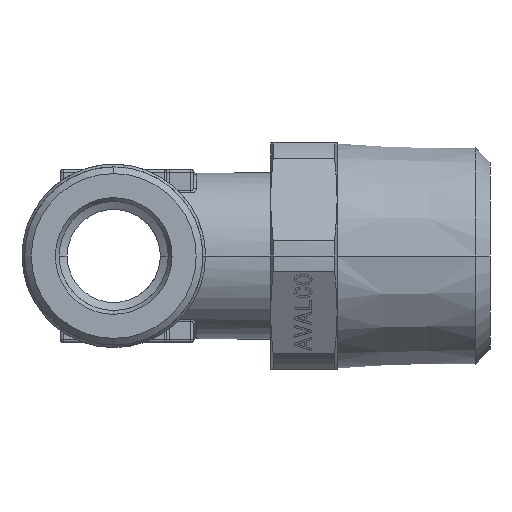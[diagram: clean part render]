
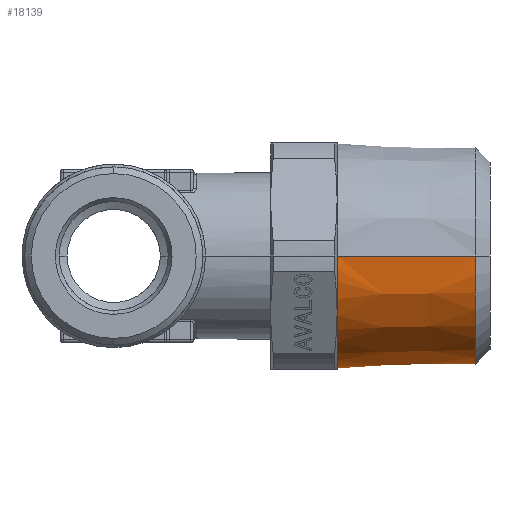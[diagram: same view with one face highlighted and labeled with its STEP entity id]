
A CAD part, left-side view. The second image highlights one B-rep face of the part: STEP entity #18139.
In plain terms, the highlighted conical face has half-angle 1.78 degrees and reference radius 8.297 mm.
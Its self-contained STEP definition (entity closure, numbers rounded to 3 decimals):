
#17703=CARTESIAN_POINT('Control Point',(8.458,-16.8,0.)) ;
#17704=CARTESIAN_POINT('Control Point',(8.458,-16.8,-0.855)) ;
#17705=CARTESIAN_POINT('Control Point',(8.35,-16.8,-1.71)) ;
#17706=CARTESIAN_POINT('Control Point',(8.134,-16.8,-2.546)) ;
#17707=CARTESIAN_POINT('Control Point',(7.496,-16.8,-4.147)) ;
#17708=CARTESIAN_POINT('Control Point',(6.479,-16.8,-5.539)) ;
#17709=CARTESIAN_POINT('Control Point',(5.885,-16.8,-6.166)) ;
#17710=CARTESIAN_POINT('Control Point',(4.551,-16.8,-7.257)) ;
#17711=CARTESIAN_POINT('Control Point',(2.988,-16.8,-7.983)) ;
#17712=CARTESIAN_POINT('Control Point',(2.164,-16.8,-8.244)) ;
#17713=CARTESIAN_POINT('Control Point',(0.469,-16.8,-8.554)) ;
#17714=CARTESIAN_POINT('Control Point',(-1.25,-16.8,-8.432)) ;
#17715=CARTESIAN_POINT('Control Point',(-2.097,-16.8,-8.262)) ;
#17716=CARTESIAN_POINT('Control Point',(-3.73,-16.8,-7.712)) ;
#17717=CARTESIAN_POINT('Control Point',(-5.175,-16.8,-6.773)) ;
#17718=CARTESIAN_POINT('Control Point',(-5.835,-16.8,-6.214)) ;
#17719=CARTESIAN_POINT('Control Point',(-6.997,-16.8,-4.942)) ;
#17720=CARTESIAN_POINT('Control Point',(-7.807,-16.8,-3.421)) ;
#17721=CARTESIAN_POINT('Control Point',(-8.113,-16.8,-2.613)) ;
#17722=CARTESIAN_POINT('Control Point',(-8.358,-16.8,-1.593)) ;
#17723=CARTESIAN_POINT('Control Point',(-8.443,-16.8,-0.556)) ;
#17724=CARTESIAN_POINT('Control Point',(-8.453,-16.8,-0.371)) ;
#17725=CARTESIAN_POINT('Control Point',(-8.458,-16.8,-0.185)) ;
#17726=CARTESIAN_POINT('Control Point',(-8.458,-16.8,0.)) ;
#17727=CARTESIAN_POINT('Vertex',(8.458,-16.8,0.)) ;
#17729=CARTESIAN_POINT('Vertex',(-8.458,-16.8,0.)) ;
#18109=CARTESIAN_POINT('Axis2P3D Location',(0.,-22.,0.)) ;
#18114=CARTESIAN_POINT('Axis2P3D Location',(0.,-27.2,0.)) ;
#18118=CARTESIAN_POINT('Vertex',(-8.135,-27.2,0.)) ;
#18120=CARTESIAN_POINT('Vertex',(8.135,-27.2,0.)) ;
#18123=CARTESIAN_POINT('Line Origine',(-15535.08,499603.242,0.)) ;
#18128=CARTESIAN_POINT('Line Origine',(15535.08,499603.242,0.)) ;
#18110=DIRECTION('Axis2P3D Direction',(0.,1.,0.)) ;
#18111=DIRECTION('Axis2P3D XDirection',(1.,0.,0.)) ;
#18115=DIRECTION('Axis2P3D Direction',(-0.,1.,0.)) ;
#18124=DIRECTION('Vector Direction',(-0.031,1.,0.)) ;
#18129=DIRECTION('Vector Direction',(0.031,1.,0.)) ;
#18112=AXIS2_PLACEMENT_3D('Cone Axis2P3D',#18109,#18110,#18111) ;
#18116=AXIS2_PLACEMENT_3D('Circle Axis2P3D',#18114,#18115,$) ;
#18134=ORIENTED_EDGE('',*,*,#18122,.F.) ;
#18135=ORIENTED_EDGE('',*,*,#18127,.T.) ;
#18136=ORIENTED_EDGE('',*,*,#17731,.F.) ;
#18137=ORIENTED_EDGE('',*,*,#18132,.F.) ;
#18125=VECTOR('Line Direction',#18124,1.) ;
#18130=VECTOR('Line Direction',#18129,1.) ;
#18139=ADVANCED_FACE('PR415B-08R38',(#18138),#18113,.T.) ;
#17702=B_SPLINE_CURVE_WITH_KNOTS('',5,(#17703,#17704,#17705,#17706,#17707,#17708,#17709,#17710,#17711,#17712,#17713,#17714,#17715,#17716,#17717,#17718,#17719,#17720,#17721,#17722,#17723,#17724,#17725,#17726),.UNSPECIFIED.,.F.,.U.,(6,3,3,3,3,3,3,6),(0.,6.045,12.09,18.134,24.179,30.224,36.269,37.579),.UNSPECIFIED.) ;
#18117=CIRCLE('generated circle',#18116,8.135) ;
#18113=CONICAL_SURFACE('Cone',#18112,8.297,0.031) ;
#17731=EDGE_CURVE('',#17728,#17730,#17702,.T.) ;
#18122=EDGE_CURVE('',#18119,#18121,#18117,.F.) ;
#18127=EDGE_CURVE('',#18119,#17730,#18126,.T.) ;
#18132=EDGE_CURVE('',#18121,#17728,#18131,.T.) ;
#18133=EDGE_LOOP('',(#18134,#18135,#18136,#18137)) ;
#18138=FACE_OUTER_BOUND('',#18133,.T.) ;
#18126=LINE('Line',#18123,#18125) ;
#18131=LINE('Line',#18128,#18130) ;
#17728=VERTEX_POINT('',#17727) ;
#17730=VERTEX_POINT('',#17729) ;
#18119=VERTEX_POINT('',#18118) ;
#18121=VERTEX_POINT('',#18120) ;
